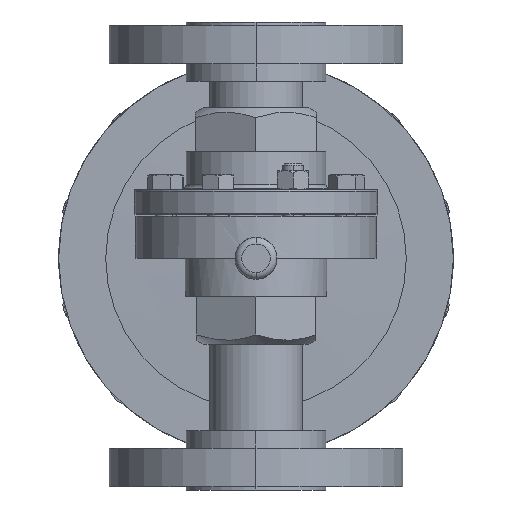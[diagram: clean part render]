
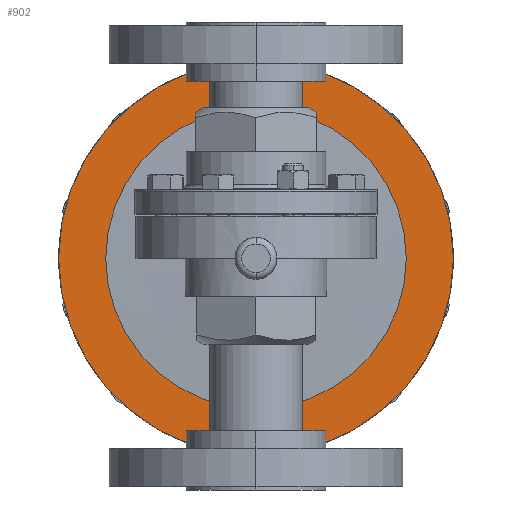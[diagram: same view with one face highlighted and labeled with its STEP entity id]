
A CAD part, front view. The second image highlights one B-rep face of the part: STEP entity #902.
In plain terms, the highlighted planar face has unit normal (0, -1, 0).
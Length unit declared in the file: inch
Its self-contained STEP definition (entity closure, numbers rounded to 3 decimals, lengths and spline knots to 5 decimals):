
#85 = CARTESIAN_POINT ( 'NONE',  ( 0., 2.656, -3.6025 ) ) ;
#330 = VERTEX_POINT ( 'NONE', #9779 ) ;
#902 = ADVANCED_FACE ( 'NONE', ( #21531, #27642 ), #6439, .T. ) ;
#1175 = AXIS2_PLACEMENT_3D ( 'NONE', #6636, #22231, #19923 ) ;
#2228 = VERTEX_POINT ( 'NONE', #7254 ) ;
#3205 = CARTESIAN_POINT ( 'NONE',  ( 0., 2.656, 0. ) ) ;
#4169 = DIRECTION ( 'NONE',  ( 0., 0., -1. ) ) ;
#4344 = CARTESIAN_POINT ( 'NONE',  ( 0., 2.656, 2.6875 ) ) ;
#4735 = EDGE_LOOP ( 'NONE', ( #21835, #17670 ) ) ;
#5399 = AXIS2_PLACEMENT_3D ( 'NONE', #21938, #19638, #24288 ) ;
#5937 = ORIENTED_EDGE ( 'NONE', *, *, #14735, .F. ) ;
#6439 = PLANE ( 'NONE',  #14436 ) ;
#6636 = CARTESIAN_POINT ( 'NONE',  ( 0., 2.656, 0. ) ) ;
#7181 = CARTESIAN_POINT ( 'NONE',  ( 0., 2.656, -2.6875 ) ) ;
#7254 = CARTESIAN_POINT ( 'NONE',  ( 0., 2.656, 3.53 ) ) ;
#9317 = CIRCLE ( 'NONE', #5399, 2.6875 ) ;
#9779 = CARTESIAN_POINT ( 'NONE',  ( 0., 2.656, -3.53 ) ) ;
#9790 = ORIENTED_EDGE ( 'NONE', *, *, #27721, .F. ) ;
#12225 = DIRECTION ( 'NONE',  ( 0., 0., -1. ) ) ;
#12773 = VERTEX_POINT ( 'NONE', #7181 ) ;
#13302 = CIRCLE ( 'NONE', #16194, 3.53 ) ;
#13474 = AXIS2_PLACEMENT_3D ( 'NONE', #20503, #13911, #26844 ) ;
#13911 = DIRECTION ( 'NONE',  ( 0., -1., 0. ) ) ;
#14436 = AXIS2_PLACEMENT_3D ( 'NONE', #85, #21653, #4169 ) ;
#14735 = EDGE_CURVE ( 'NONE', #18275, #12773, #23877, .T. ) ;
#15033 = EDGE_CURVE ( 'NONE', #2228, #330, #13302, .T. ) ;
#16194 = AXIS2_PLACEMENT_3D ( 'NONE', #3205, #25250, #12225 ) ;
#16544 = EDGE_CURVE ( 'NONE', #330, #2228, #27933, .T. ) ;
#17670 = ORIENTED_EDGE ( 'NONE', *, *, #15033, .T. ) ;
#18275 = VERTEX_POINT ( 'NONE', #4344 ) ;
#19638 = DIRECTION ( 'NONE',  ( 0., -1., 0. ) ) ;
#19923 = DIRECTION ( 'NONE',  ( 0., 0., -1. ) ) ;
#20503 = CARTESIAN_POINT ( 'NONE',  ( 0., 2.656, 0. ) ) ;
#21531 = FACE_BOUND ( 'NONE', #26280, .T. ) ;
#21653 = DIRECTION ( 'NONE',  ( 0., -1., 0. ) ) ;
#21835 = ORIENTED_EDGE ( 'NONE', *, *, #16544, .T. ) ;
#21938 = CARTESIAN_POINT ( 'NONE',  ( 0., 2.656, 0. ) ) ;
#22231 = DIRECTION ( 'NONE',  ( 0., -1., 0. ) ) ;
#23877 = CIRCLE ( 'NONE', #1175, 2.6875 ) ;
#24288 = DIRECTION ( 'NONE',  ( 0., 0., -1. ) ) ;
#25250 = DIRECTION ( 'NONE',  ( 0., -1., 0. ) ) ;
#26280 = EDGE_LOOP ( 'NONE', ( #9790, #5937 ) ) ;
#26844 = DIRECTION ( 'NONE',  ( 0., 0., -1. ) ) ;
#27642 = FACE_OUTER_BOUND ( 'NONE', #4735, .T. ) ;
#27721 = EDGE_CURVE ( 'NONE', #12773, #18275, #9317, .T. ) ;
#27933 = CIRCLE ( 'NONE', #13474, 3.53 ) ;
